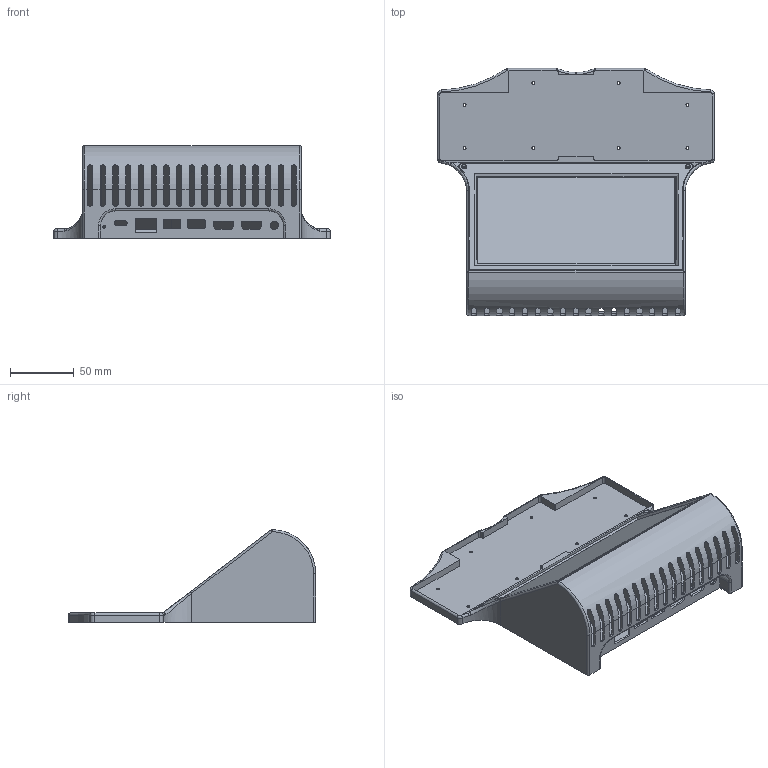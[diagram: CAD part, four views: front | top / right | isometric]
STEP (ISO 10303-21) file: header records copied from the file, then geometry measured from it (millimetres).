
FILE_DESCRIPTION(('HOOPS Exchange Step'),'2;1');
FILE_NAME('temp_export','2024-11-22T21:30:27+19:00',('jscotto'),('Shapr3D Limited'),'HOOPS Exchange 2024.6','Shapr3D','Authorized');
FILE_SCHEMA( ('AP242_MANAGED_MODEL_BASED_3D_ENGINEERING_MIM_LF {1 0 10303 442 1 1 4 }') );
Length unit declared in the file: millimetre
Products named in the file (1): root
Bounding box: 217.2 x 194.18 x 72.9 mm (x, y, z)
Volume: 192692.8 mm3; surface area: 186376.7 mm2
Topology: 4 solids, 4 shells, 551 faces, 1651 edges, 1077 vertices
Faces by surface type: plane 306, cylinder 187, cone 24, torus 18, bspline 8, extrusion 5, sphere 3
Full cylindrical faces by diameter (mm): 2 x1, 2.2 x18, 3.25 x6, 6.5 x1
Entity records: 21947 total; most frequent: CARTESIAN_POINT 6414, ORIENTED_EDGE 3294, DIRECTION 3200, EDGE_CURVE 1647, VERTEX_POINT 1076, AXIS2_PLACEMENT_3D 1070, VECTOR 1060, LINE 1055
